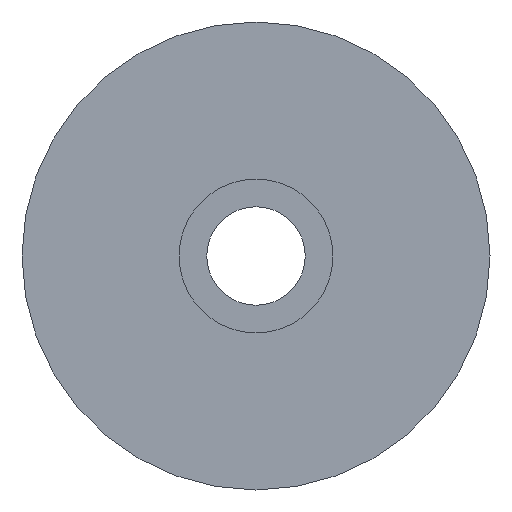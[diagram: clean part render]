
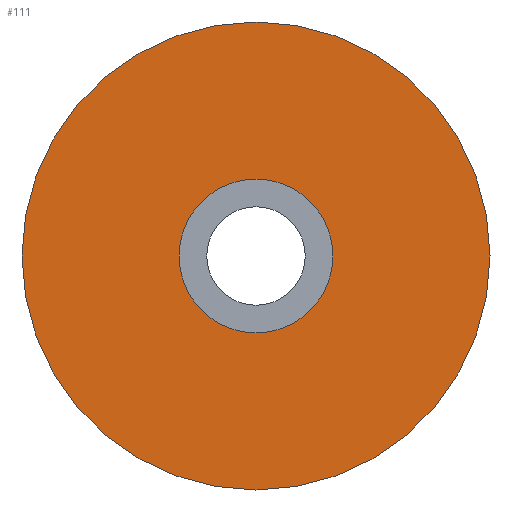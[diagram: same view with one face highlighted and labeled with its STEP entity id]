
A CAD part, front view. The second image highlights one B-rep face of the part: STEP entity #111.
In plain terms, the highlighted planar face has unit normal (0, -1, 0).
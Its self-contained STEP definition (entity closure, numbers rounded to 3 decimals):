
#29=FACE_BOUND('',#46,.T.);
#35=FACE_OUTER_BOUND('',#45,.T.);
#45=EDGE_LOOP('',(#91));
#46=EDGE_LOOP('',(#92));
#55=CIRCLE('',#137,6.25);
#56=CIRCLE('',#139,19.);
#63=VERTEX_POINT('',#197);
#64=VERTEX_POINT('',#201);
#72=EDGE_CURVE('',#63,#63,#55,.T.);
#74=EDGE_CURVE('',#64,#64,#56,.T.);
#91=ORIENTED_EDGE('',*,*,#74,.F.);
#92=ORIENTED_EDGE('',*,*,#72,.T.);
#105=PLANE('',#138);
#111=ADVANCED_FACE('',(#35,#29),#105,.T.);
#137=AXIS2_PLACEMENT_3D('',#198,#164,#165);
#138=AXIS2_PLACEMENT_3D('',#200,#167,#168);
#139=AXIS2_PLACEMENT_3D('',#202,#169,#170);
#164=DIRECTION('center_axis',(0.,1.,0.));
#165=DIRECTION('ref_axis',(1.,0.,0.));
#167=DIRECTION('center_axis',(0.,-1.,0.));
#168=DIRECTION('ref_axis',(0.,0.,-1.));
#169=DIRECTION('center_axis',(0.,1.,0.));
#170=DIRECTION('ref_axis',(1.,0.,0.));
#197=CARTESIAN_POINT('',(0.,18.,-6.25));
#198=CARTESIAN_POINT('Origin',(0.,18.,0.));
#200=CARTESIAN_POINT('Origin',(0.,18.,19.));
#201=CARTESIAN_POINT('',(0.,18.,-19.));
#202=CARTESIAN_POINT('Origin',(0.,18.,0.));
